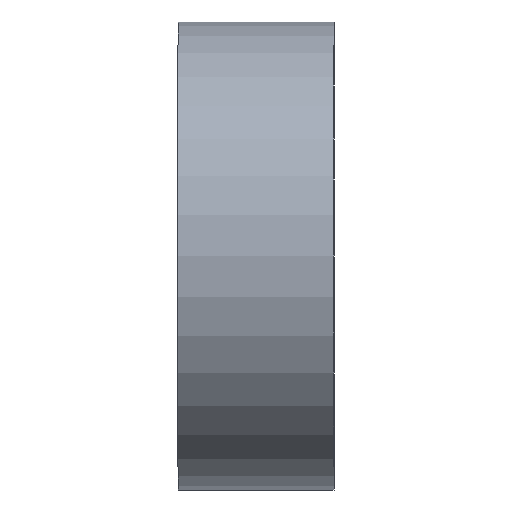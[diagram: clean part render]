
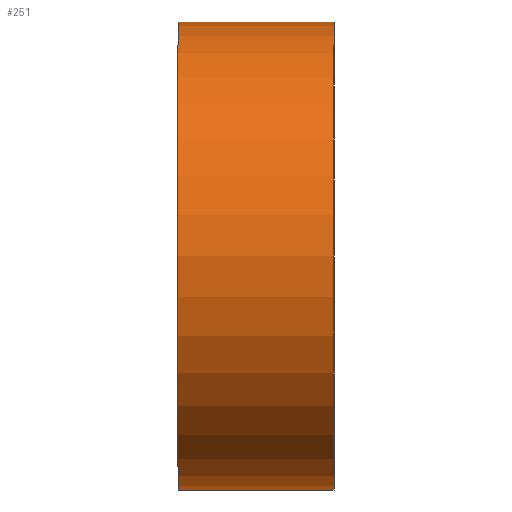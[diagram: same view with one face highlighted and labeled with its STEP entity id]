
A CAD part, left-side view. The second image highlights one B-rep face of the part: STEP entity #251.
In plain terms, the highlighted cylindrical face has radius 38.1 mm (diameter 76.2 mm), a partial arc.
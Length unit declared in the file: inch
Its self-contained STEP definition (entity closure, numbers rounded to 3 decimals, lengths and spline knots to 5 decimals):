
#193 = CYLINDRICAL_SURFACE ( 'NONE', #8823, 1.5 ) ;
#251 = ADVANCED_FACE ( 'NONE', ( #7186 ), #193, .T. ) ;
#799 = ORIENTED_EDGE ( 'NONE', *, *, #11175, .T. ) ;
#1027 = DIRECTION ( 'NONE',  ( 0., -1., 0. ) ) ;
#1145 = CIRCLE ( 'NONE', #1525, 1.5 ) ;
#1445 = VERTEX_POINT ( 'NONE', #9570 ) ;
#1525 = AXIS2_PLACEMENT_3D ( 'NONE', #2955, #9141, #3827 ) ;
#1566 = ORIENTED_EDGE ( 'NONE', *, *, #11390, .T. ) ;
#1745 = VERTEX_POINT ( 'NONE', #9293 ) ;
#2309 = VECTOR ( 'NONE', #11200, 39.37008 ) ;
#2955 = CARTESIAN_POINT ( 'NONE',  ( -2.05006, 0., 0. ) ) ;
#3827 = DIRECTION ( 'NONE',  ( 0., 0., 1. ) ) ;
#3868 = CARTESIAN_POINT ( 'NONE',  ( -2.05006, 1., 1.5 ) ) ;
#4402 = CARTESIAN_POINT ( 'NONE',  ( -2.05006, 1., 0. ) ) ;
#4512 = DIRECTION ( 'NONE',  ( 0., 0., -1. ) ) ;
#4619 = AXIS2_PLACEMENT_3D ( 'NONE', #4402, #10625, #5286 ) ;
#4927 = CARTESIAN_POINT ( 'NONE',  ( -2.05006, 1., -1.5 ) ) ;
#5286 = DIRECTION ( 'NONE',  ( 0., 0., 1. ) ) ;
#5571 = CIRCLE ( 'NONE', #4619, 1.5 ) ;
#5806 = LINE ( 'NONE', #4927, #8458 ) ;
#6345 = EDGE_CURVE ( 'NONE', #9714, #7889, #5571, .T. ) ;
#6738 = CARTESIAN_POINT ( 'NONE',  ( -2.05006, 1., 1.5 ) ) ;
#7186 = FACE_OUTER_BOUND ( 'NONE', #7476, .T. ) ;
#7263 = LINE ( 'NONE', #6738, #2309 ) ;
#7476 = EDGE_LOOP ( 'NONE', ( #799, #9004, #8799, #1566 ) ) ;
#7889 = VERTEX_POINT ( 'NONE', #3868 ) ;
#8458 = VECTOR ( 'NONE', #8515, 39.37008 ) ;
#8515 = DIRECTION ( 'NONE',  ( 0., -1., 0. ) ) ;
#8799 = ORIENTED_EDGE ( 'NONE', *, *, #6345, .F. ) ;
#8823 = AXIS2_PLACEMENT_3D ( 'NONE', #10742, #1027, #4512 ) ;
#9004 = ORIENTED_EDGE ( 'NONE', *, *, #9084, .F. ) ;
#9084 = EDGE_CURVE ( 'NONE', #7889, #1445, #7263, .T. ) ;
#9141 = DIRECTION ( 'NONE',  ( 0., 1., 0. ) ) ;
#9293 = CARTESIAN_POINT ( 'NONE',  ( -2.05006, 0., -1.5 ) ) ;
#9570 = CARTESIAN_POINT ( 'NONE',  ( -2.05006, 0., 1.5 ) ) ;
#9714 = VERTEX_POINT ( 'NONE', #10652 ) ;
#10625 = DIRECTION ( 'NONE',  ( 0., 1., 0. ) ) ;
#10652 = CARTESIAN_POINT ( 'NONE',  ( -2.05006, 1., -1.5 ) ) ;
#10742 = CARTESIAN_POINT ( 'NONE',  ( -2.05006, 1., 0. ) ) ;
#11175 = EDGE_CURVE ( 'NONE', #1745, #1445, #1145, .T. ) ;
#11200 = DIRECTION ( 'NONE',  ( 0., -1., 0. ) ) ;
#11390 = EDGE_CURVE ( 'NONE', #9714, #1745, #5806, .T. ) ;
